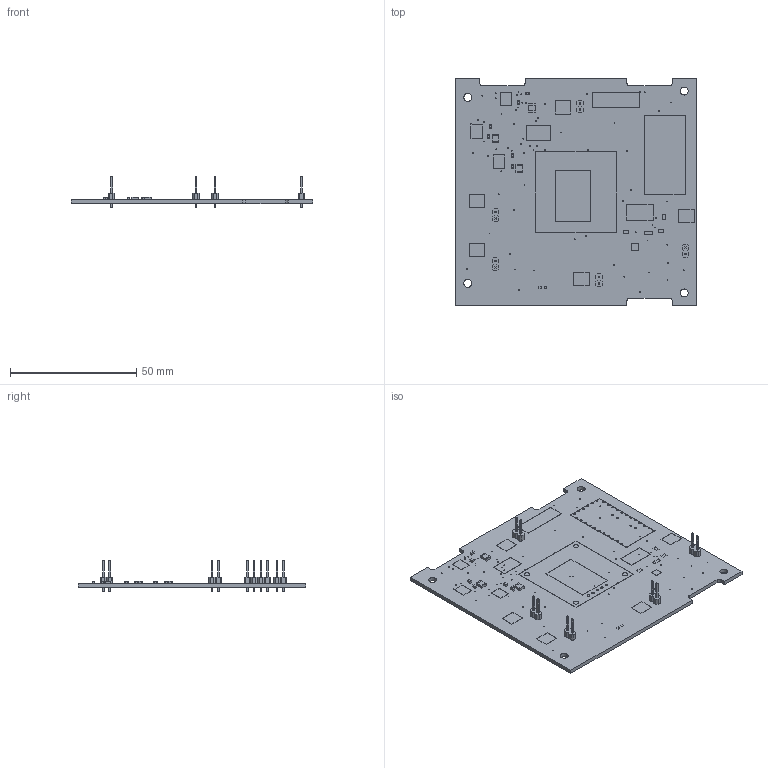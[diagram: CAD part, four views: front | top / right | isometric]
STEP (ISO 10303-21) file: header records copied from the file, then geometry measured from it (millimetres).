
FILE_DESCRIPTION(/* description */ (''),/* implementation_level */ '2;1');
FILE_NAME(/* name */ 'fcf9f9f1-9cff-406a-b6d2-901cb55ae49b.stp',/* time_stamp */ '2020-12-11T21:00:36+00:00',/* author */ (''),/* organization */ (''),/* preprocessor_version */ 'ST-DEVELOPER v18.1',/* originating_system */ 'Autodesk Translation Framework v9.7.1.1290',/* authorisation */ '');
FILE_SCHEMA (('AUTOMOTIVE_DESIGN { 1 0 10303 214 3 1 1 }'));
Length unit declared in the file: millimetre
Products named in the file (20): fcf9f9f1-9cff-406a-b6d2-901cb55ae49b; PCB Component; Board; 2.2uF; 10uF; DF13C-2P-1.25V(51); UCAM-III; 4050D; MICROSD; LP298XS; 10uF/10V; 0.1uF; RED; 1K; FIDUCIAL; 504050-1091; PCA9685PW; DRV8833PWP; 1X02; PRO-MINI-2
Assembly tree (37 placements, depth 3):
  fcf9f9f1-9cff-406a-b6d2-901cb55ae49b
    PCB Component
      Board
      2.2uF  x6
      10uF  x3
      DF13C-2P-1.25V(51)  x5
      UCAM-III
      4050D
      MICROSD
      LP298XS
      10uF/10V
      0.1uF
      RED
      1K
      FIDUCIAL  x2
      504050-1091
      PCA9685PW
      DRV8833PWP  x3
      1X02  x5
      PRO-MINI-2
Bounding box: 95.89 x 90.17 x 12.64 mm (x, y, z)
Volume: 13639.5 mm3; surface area: 23219 mm2
Topology: 36 solids, 36 shells, 673 faces, 1663 edges, 1082 vertices
Faces by surface type: plane 530, cylinder 143
Full cylindrical faces by diameter (mm): 0.35 x80, 0.8 x34, 1.016 x10, 1.02 x5, 2.1 x4, 3.175 x4
Entity records: 11541 total; most frequent: DIRECTION 1889, CARTESIAN_POINT 1775, ORIENTED_EDGE 1678, EDGE_CURVE 839, AXIS2_PLACEMENT_3D 668, EDGE_LOOP 603, VERTEX_POINT 554, LINE 553
